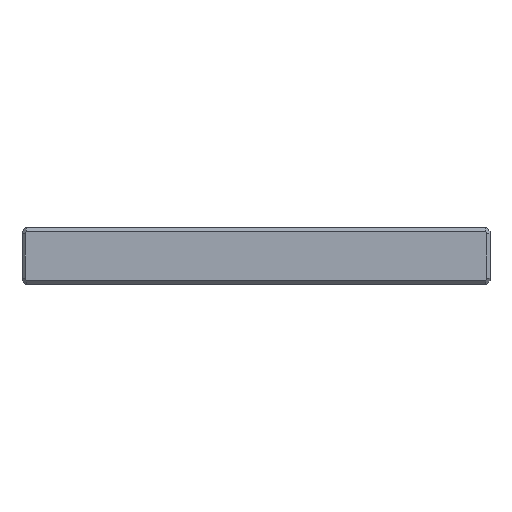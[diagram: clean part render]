
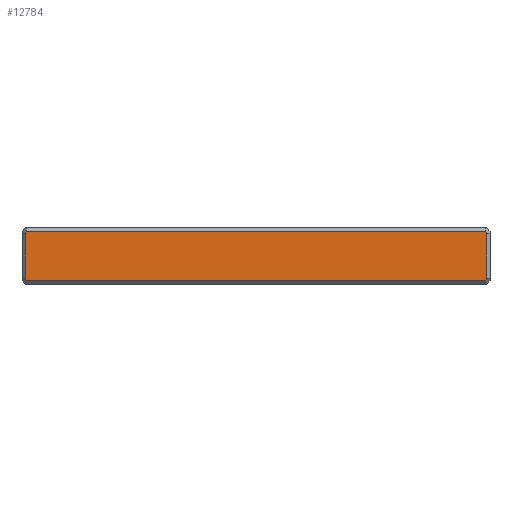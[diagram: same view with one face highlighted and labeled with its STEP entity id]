
A CAD part, front view. The second image highlights one B-rep face of the part: STEP entity #12784.
In plain terms, the highlighted planar face has unit normal (0, -1, 0).
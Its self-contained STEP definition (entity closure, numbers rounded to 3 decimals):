
#9637=FACE_OUTER_BOUND('',#22559,.T.);
#12784=ADVANCED_FACE('',(#9637),#16348,.T.);
#16348=PLANE('',#75342);
#22559=EDGE_LOOP('',(#26990,#26991,#26992,#26993,#26994,#26995,#26996,#26997));
#26990=ORIENTED_EDGE('',*,*,#52566,.T.);
#26991=ORIENTED_EDGE('',*,*,#52567,.F.);
#26992=ORIENTED_EDGE('',*,*,#52568,.T.);
#26993=ORIENTED_EDGE('',*,*,#52569,.T.);
#26994=ORIENTED_EDGE('',*,*,#52570,.T.);
#26995=ORIENTED_EDGE('',*,*,#52571,.F.);
#26996=ORIENTED_EDGE('',*,*,#52572,.T.);
#26997=ORIENTED_EDGE('',*,*,#52573,.T.);
#46086=VERTEX_POINT('',#97305);
#46087=VERTEX_POINT('',#97306);
#46088=VERTEX_POINT('',#97308);
#46089=VERTEX_POINT('',#97310);
#46090=VERTEX_POINT('',#97312);
#46091=VERTEX_POINT('',#97314);
#46092=VERTEX_POINT('',#97316);
#46093=VERTEX_POINT('',#97318);
#52566=EDGE_CURVE('',#46086,#46087,#62029,.T.);
#52567=EDGE_CURVE('',#46088,#46087,#62030,.T.);
#52568=EDGE_CURVE('',#46088,#46089,#62031,.T.);
#52569=EDGE_CURVE('',#46089,#46090,#62032,.T.);
#52570=EDGE_CURVE('',#46090,#46091,#62033,.T.);
#52571=EDGE_CURVE('',#46092,#46091,#62034,.T.);
#52572=EDGE_CURVE('',#46092,#46093,#62035,.T.);
#52573=EDGE_CURVE('',#46093,#46086,#62036,.T.);
#62029=LINE('',#97304,#68729);
#62030=LINE('',#97307,#68730);
#62031=LINE('',#97309,#68731);
#62032=LINE('',#97311,#68732);
#62033=LINE('',#97313,#68733);
#62034=LINE('',#97315,#68734);
#62035=LINE('',#97317,#68735);
#62036=LINE('',#97319,#68736);
#68729=VECTOR('',#80334,1.);
#68730=VECTOR('',#80335,1.);
#68731=VECTOR('',#80336,1.);
#68732=VECTOR('',#80337,1.);
#68733=VECTOR('',#80338,1.);
#68734=VECTOR('',#80339,1.);
#68735=VECTOR('',#80340,1.);
#68736=VECTOR('',#80341,1.);
#75342=AXIS2_PLACEMENT_3D('',#97320,#80342,#80343);
#80334=DIRECTION('',(-1.,0.,0.));
#80335=DIRECTION('',(0.577,0.,0.816));
#80336=DIRECTION('',(0.,0.,-1.));
#80337=DIRECTION('',(0.577,0.,-0.816));
#80338=DIRECTION('',(1.,0.,0.));
#80339=DIRECTION('',(-0.577,0.,-0.816));
#80340=DIRECTION('',(0.,0.,1.));
#80341=DIRECTION('',(-0.577,0.,0.816));
#80342=DIRECTION('',(0.,-1.,0.));
#80343=DIRECTION('',(1.,0.,0.));
#97304=CARTESIAN_POINT('',(-37.5,-4.5,4.));
#97305=CARTESIAN_POINT('',(36.8,-4.5,4.));
#97306=CARTESIAN_POINT('',(-36.8,-4.5,4.));
#97307=CARTESIAN_POINT('',(-37.082,-4.5,3.601));
#97308=CARTESIAN_POINT('',(-37.,-4.5,3.717));
#97309=CARTESIAN_POINT('',(-37.,-4.5,-4.));
#97310=CARTESIAN_POINT('',(-37.,-4.5,-3.717));
#97311=CARTESIAN_POINT('',(-41.04,-4.5,1.997));
#97312=CARTESIAN_POINT('',(-36.8,-4.5,-4.));
#97313=CARTESIAN_POINT('',(-37.5,-4.5,-4.));
#97314=CARTESIAN_POINT('',(36.8,-4.5,-4.));
#97315=CARTESIAN_POINT('',(37.082,-4.5,-3.601));
#97316=CARTESIAN_POINT('',(37.,-4.5,-3.717));
#97317=CARTESIAN_POINT('',(37.,-4.5,4.5));
#97318=CARTESIAN_POINT('',(37.,-4.5,3.717));
#97319=CARTESIAN_POINT('',(11.798,-4.5,39.359));
#97320=CARTESIAN_POINT('',(-37.5,-4.5,4.5));
